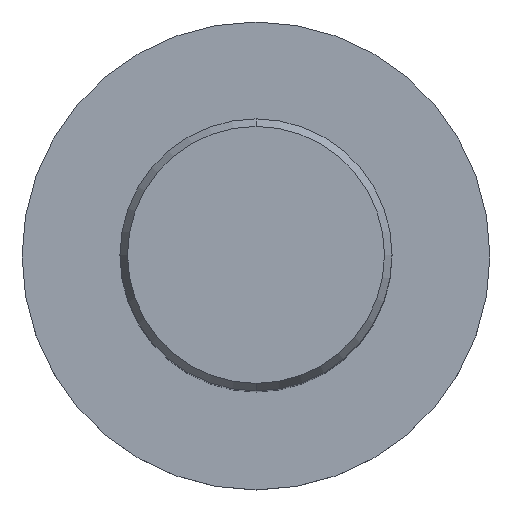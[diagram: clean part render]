
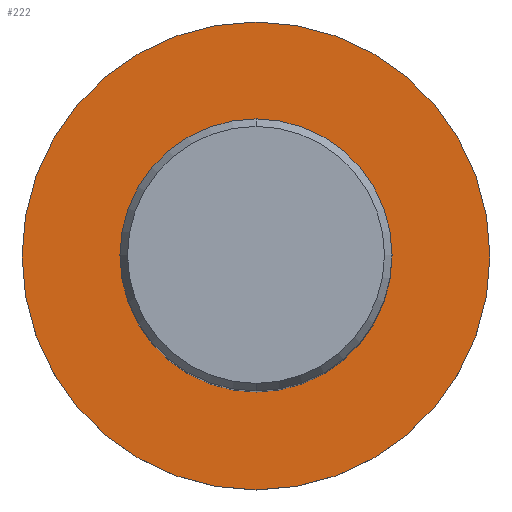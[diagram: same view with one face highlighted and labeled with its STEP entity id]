
A CAD part, top view. The second image highlights one B-rep face of the part: STEP entity #222.
In plain terms, the highlighted planar face has unit normal (0, 0, 1).
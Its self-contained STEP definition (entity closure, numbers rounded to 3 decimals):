
#222=ADVANCED_FACE('',(#558,#559),#560,.T.);
#302=EDGE_CURVE('',#400,#500,#650,.T.);
#316=EDGE_CURVE('',#500,#400,#665,.T.);
#342=EDGE_CURVE('',#348,#426,#692,.T.);
#348=VERTEX_POINT('',#698);
#400=VERTEX_POINT('',#757);
#426=VERTEX_POINT('',#783);
#458=EDGE_CURVE('',#426,#348,#819,.T.);
#500=VERTEX_POINT('',#864);
#558=FACE_BOUND('',#926,.T.);
#559=FACE_OUTER_BOUND('',#927,.T.);
#560=PLANE('',#928);
#650=CIRCLE('',#1135,12.5);
#665=CIRCLE('',#1154,12.5);
#692=CIRCLE('',#1207,21.5);
#698=CARTESIAN_POINT('',(0.0,21.5,-56.0));
#757=CARTESIAN_POINT('',(0.0,12.5,-56.0));
#783=CARTESIAN_POINT('',(0.,-21.5,-56.0));
#819=CIRCLE('',#1463,21.5);
#864=CARTESIAN_POINT('',(0.,-12.5,-56.0));
#926=EDGE_LOOP('',(#1615,#1616));
#927=EDGE_LOOP('',(#1617,#1618));
#928=AXIS2_PLACEMENT_3D('',#1619,#1620,#1621);
#1135=AXIS2_PLACEMENT_3D('',#1759,#1760,#1761);
#1154=AXIS2_PLACEMENT_3D('',#1774,#1775,#1776);
#1207=AXIS2_PLACEMENT_3D('',#1794,#1795,#1796);
#1463=AXIS2_PLACEMENT_3D('',#1925,#1926,#1927);
#1615=ORIENTED_EDGE('',*,*,#302,.T.);
#1616=ORIENTED_EDGE('',*,*,#316,.T.);
#1617=ORIENTED_EDGE('',*,*,#342,.F.);
#1618=ORIENTED_EDGE('',*,*,#458,.F.);
#1619=CARTESIAN_POINT('',(0.0,10.75,-56.0));
#1620=DIRECTION('',(-0.0,0.0,1.0));
#1621=DIRECTION('',(0.0,-1.0,0.0));
#1759=CARTESIAN_POINT('',(0.0,0.0,-56.0));
#1760=DIRECTION('',(-0.0,0.0,-1.0));
#1761=DIRECTION('',(0.0,1.0,0.0));
#1774=CARTESIAN_POINT('',(0.0,0.0,-56.0));
#1775=DIRECTION('',(-0.0,0.0,-1.0));
#1776=DIRECTION('',(0.0,1.0,0.0));
#1794=CARTESIAN_POINT('',(0.0,0.0,-56.0));
#1795=DIRECTION('',(0.0,0.0,-1.0));
#1796=DIRECTION('',(0.0,1.0,0.0));
#1925=CARTESIAN_POINT('',(0.0,0.0,-56.0));
#1926=DIRECTION('',(0.0,0.0,-1.0));
#1927=DIRECTION('',(0.0,1.0,0.0));
